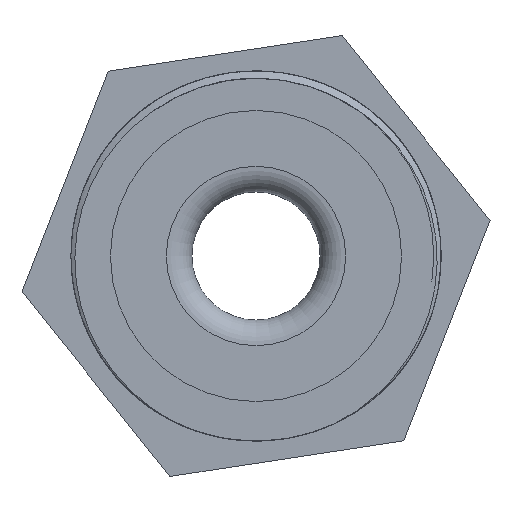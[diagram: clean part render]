
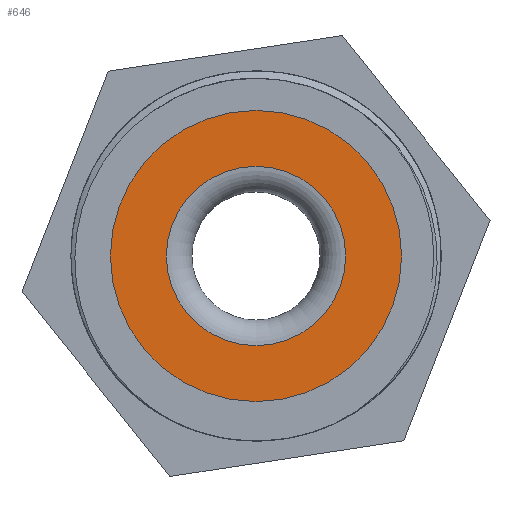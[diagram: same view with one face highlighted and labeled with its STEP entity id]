
A CAD part, front view. The second image highlights one B-rep face of the part: STEP entity #646.
In plain terms, the highlighted planar face has unit normal (0, -1, 0).
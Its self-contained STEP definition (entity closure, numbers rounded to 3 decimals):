
#17=FACE_BOUND('',#93,.T.);
#23=PLANE('',#704);
#54=FACE_OUTER_BOUND('',#92,.T.);
#92=EDGE_LOOP('',(#486));
#93=EDGE_LOOP('',(#487));
#122=CIRCLE('',#702,14.);
#124=CIRCLE('',#705,22.737);
#293=VERTEX_POINT('',#1909);
#294=VERTEX_POINT('',#1914);
#372=EDGE_CURVE('',#293,#293,#122,.T.);
#374=EDGE_CURVE('',#294,#294,#124,.T.);
#486=ORIENTED_EDGE('',*,*,#374,.F.);
#487=ORIENTED_EDGE('',*,*,#372,.F.);
#646=ADVANCED_FACE('',(#54,#17),#23,.T.);
#702=AXIS2_PLACEMENT_3D('',#1911,#794,#795);
#704=AXIS2_PLACEMENT_3D('',#1913,#798,#799);
#705=AXIS2_PLACEMENT_3D('',#1915,#800,#801);
#794=DIRECTION('center_axis',(0.,-1.,0.));
#795=DIRECTION('ref_axis',(1.,0.,0.));
#798=DIRECTION('center_axis',(0.,-1.,0.));
#799=DIRECTION('ref_axis',(1.,0.,0.));
#800=DIRECTION('center_axis',(0.,1.,0.));
#801=DIRECTION('ref_axis',(1.,0.,0.));
#1909=CARTESIAN_POINT('',(0.,17.,14.));
#1911=CARTESIAN_POINT('Origin',(0.,17.,0.));
#1913=CARTESIAN_POINT('Origin',(0.,17.,0.));
#1914=CARTESIAN_POINT('',(-22.737,17.,0.));
#1915=CARTESIAN_POINT('Origin',(0.,17.,0.));
